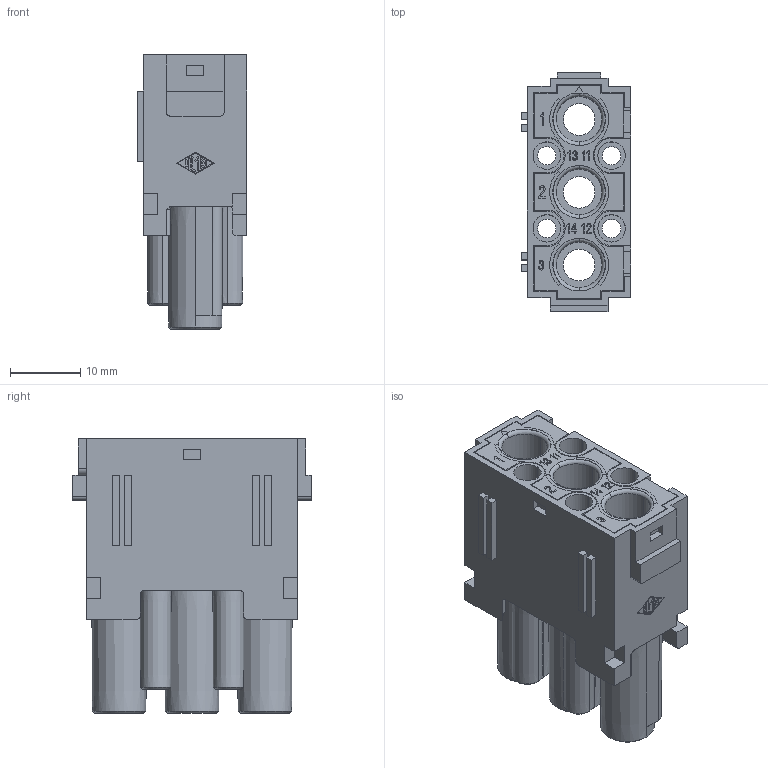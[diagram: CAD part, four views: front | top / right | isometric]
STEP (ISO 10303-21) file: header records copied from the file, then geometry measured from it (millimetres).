
FILE_DESCRIPTION(('Creo Elements/Direct Modeling STEP Export'),'2;1');
FILE_NAME('0ln7uvk5395kdfq5064','2020-06-18T11:17:43',(''),(''),'Creo Elements/Direct Modeling STEP processor for AP214 (Solid Model)','Creo Elements/Direct Modeling 20.1B 02-Apr-2019 (C) Parametric Technology GmbH','');
FILE_SCHEMA(('AUTOMOTIVE_DESIGN { 1 0 10303 214 1 1 1 1 }'));
Length unit declared in the file: millimetre
Products named in the file (2): CX 3-4 XDF
Assembly tree (1 placements, depth 2):
  CX 3-4 XDF
    CX 3-4 XDF
Bounding box: 15.6 x 34 x 39 mm (x, y, z)
Volume: 7940.7 mm3; surface area: 9835.5 mm2
Topology: 1 solids, 1 shells, 369 faces, 1773 edges, 1460 vertices
Faces by surface type: plane 221, cylinder 74, cone 40, torus 30, sphere 4
Entity records: 21087 total; most frequent: CARTESIAN_POINT 3668, ORIENTED_EDGE 3538, DIRECTION 2481, EDGE_CURVE 1769, VERTEX_POINT 1460, VECTOR 1423, LINE 1423, AXIS2_PLACEMENT_3D 529
